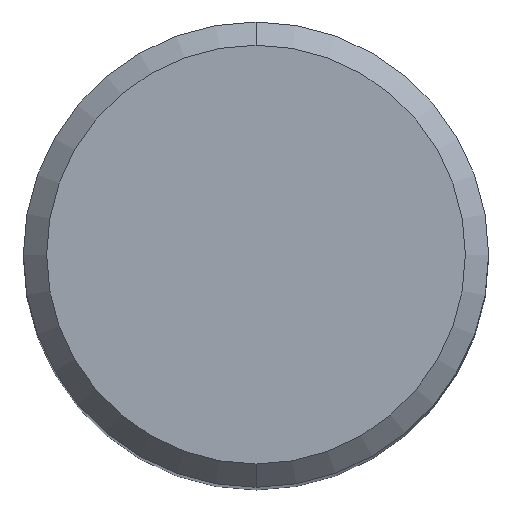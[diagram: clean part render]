
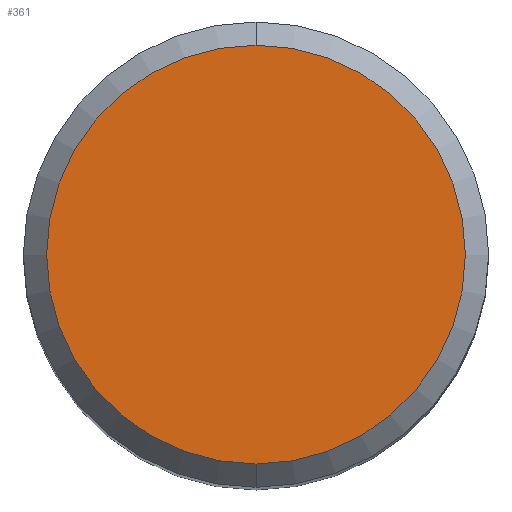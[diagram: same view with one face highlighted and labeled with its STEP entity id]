
A CAD part, top view. The second image highlights one B-rep face of the part: STEP entity #361.
In plain terms, the highlighted planar face has unit normal (0, 0, 1).
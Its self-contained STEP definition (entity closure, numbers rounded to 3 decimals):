
#181=VERTEX_POINT('',#482);
#337=EDGE_CURVE('',#181,#441,#656,.T.);
#361=ADVANCED_FACE('',(#682),#683,.T.);
#391=EDGE_CURVE('',#441,#181,#714,.T.);
#441=VERTEX_POINT('',#769);
#482=CARTESIAN_POINT('',(0.,-5.4,0.0));
#656=CIRCLE('',#1206,5.4);
#682=FACE_OUTER_BOUND('',#1237,.T.);
#683=PLANE('',#1238);
#714=CIRCLE('',#1305,5.4);
#769=CARTESIAN_POINT('',(0.0,5.4,0.0));
#1206=AXIS2_PLACEMENT_3D('',#1711,#1712,#1713);
#1237=EDGE_LOOP('',(#1737,#1738));
#1238=AXIS2_PLACEMENT_3D('',#1739,#1740,#1741);
#1305=AXIS2_PLACEMENT_3D('',#1763,#1764,#1765);
#1711=CARTESIAN_POINT('',(0.0,0.0,0.0));
#1712=DIRECTION('',(0.0,0.0,-1.0));
#1713=DIRECTION('',(0.0,1.0,0.0));
#1737=ORIENTED_EDGE('',*,*,#391,.F.);
#1738=ORIENTED_EDGE('',*,*,#337,.F.);
#1739=CARTESIAN_POINT('',(0.0,2.7,0.0));
#1740=DIRECTION('',(-0.0,0.0,1.0));
#1741=DIRECTION('',(0.0,-1.0,0.0));
#1763=CARTESIAN_POINT('',(0.0,0.0,0.0));
#1764=DIRECTION('',(0.0,0.0,-1.0));
#1765=DIRECTION('',(0.0,1.0,0.0));
